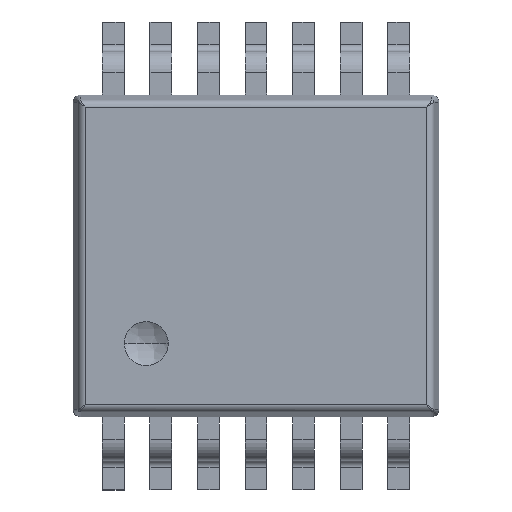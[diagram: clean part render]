
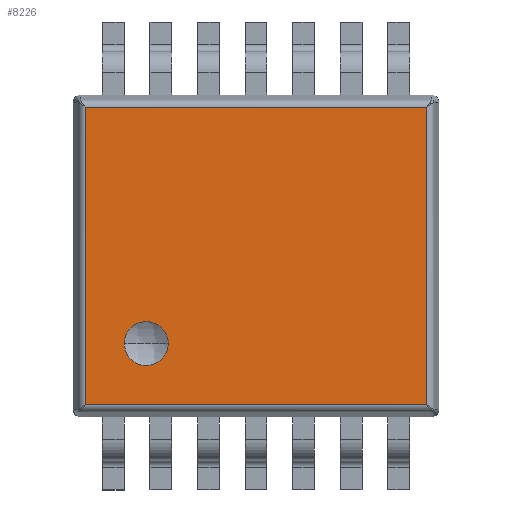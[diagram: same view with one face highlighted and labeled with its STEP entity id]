
A CAD part, top view. The second image highlights one B-rep face of the part: STEP entity #8226.
In plain terms, the highlighted planar face has unit normal (0, 0, 1).
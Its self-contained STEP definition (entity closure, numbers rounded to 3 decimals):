
#269 = VECTOR ( 'NONE', #4847, 1000. ) ;
#321 = CARTESIAN_POINT ( 'NONE',  ( -2.334, 2.034, 1.1 ) ) ;
#367 = CARTESIAN_POINT ( 'NONE',  ( -1.2, -1.2, 1.1 ) ) ;
#471 = EDGE_CURVE ( 'NONE', #1100, #726, #611, .T. ) ;
#543 = ORIENTED_EDGE ( 'NONE', *, *, #8080, .T. ) ;
#574 = ORIENTED_EDGE ( 'NONE', *, *, #5890, .F. ) ;
#611 = B_SPLINE_CURVE_WITH_KNOTS ( 'NONE', 3,
 ( #1668, #4346, #3686, #2984, #6357, #7672, #4302, #6267, #6938, #367 ),
 .UNSPECIFIED., .F., .F.,
 ( 4, 2, 2, 2, 4 ),
 ( 0.001, 0.001, 0.001, 0.002, 0.002 ),
 .UNSPECIFIED. ) ;
#726 = VERTEX_POINT ( 'NONE', #8552 ) ;
#1100 = VERTEX_POINT ( 'NONE', #5162 ) ;
#1145 = CARTESIAN_POINT ( 'NONE',  ( -2.334, 2.1, 1.1 ) ) ;
#1257 = ORIENTED_EDGE ( 'NONE', *, *, #471, .T. ) ;
#1368 = LINE ( 'NONE', #7374, #7628 ) ;
#1406 = CARTESIAN_POINT ( 'NONE',  ( -1.2, -1.2, 1.1 ) ) ;
#1668 = CARTESIAN_POINT ( 'NONE',  ( -1.8, -1.2, 1.1 ) ) ;
#1796 = AXIS2_PLACEMENT_3D ( 'NONE', #4443, #5922, #7200 ) ;
#2142 = CARTESIAN_POINT ( 'NONE',  ( -1.768, -1.356, 1.1 ) ) ;
#2149 = LINE ( 'NONE', #3506, #8140 ) ;
#2183 = VERTEX_POINT ( 'NONE', #321 ) ;
#2703 = EDGE_LOOP ( 'NONE', ( #574, #5540, #4048, #543 ) ) ;
#2724 = CARTESIAN_POINT ( 'NONE',  ( -1.2, -1.279, 1.1 ) ) ;
#2984 = CARTESIAN_POINT ( 'NONE',  ( -1.657, -0.932, 1.1 ) ) ;
#3506 = CARTESIAN_POINT ( 'NONE',  ( -2.4, -2.034, 1.1 ) ) ;
#3686 = CARTESIAN_POINT ( 'NONE',  ( -1.768, -1.043, 1.1 ) ) ;
#4048 = ORIENTED_EDGE ( 'NONE', *, *, #4062, .F. ) ;
#4054 = CARTESIAN_POINT ( 'NONE',  ( 2.334, -2.034, 1.1 ) ) ;
#4062 = EDGE_CURVE ( 'NONE', #5283, #8048, #1368, .T. ) ;
#4085 = CARTESIAN_POINT ( 'NONE',  ( -1.578, -1.5, 1.1 ) ) ;
#4138 = DIRECTION ( 'NONE',  ( -1., 0., 0. ) ) ;
#4222 = PLANE ( 'NONE',  #1796 ) ;
#4302 = CARTESIAN_POINT ( 'NONE',  ( -1.344, -0.932, 1.1 ) ) ;
#4346 = CARTESIAN_POINT ( 'NONE',  ( -1.8, -1.121, 1.1 ) ) ;
#4400 = FACE_OUTER_BOUND ( 'NONE', #2703, .T. ) ;
#4443 = CARTESIAN_POINT ( 'NONE',  ( -2.4, 2.1, 1.1 ) ) ;
#4712 = B_SPLINE_CURVE_WITH_KNOTS ( 'NONE', 3,
 ( #1406, #2724, #8558, #5401, #8075, #4085, #7905, #2142, #5484, #8158 ),
 .UNSPECIFIED., .F., .F.,
 ( 4, 2, 2, 2, 4 ),
 ( 0., 0., 0., 0.001, 0.001 ),
 .UNSPECIFIED. ) ;
#4847 = DIRECTION ( 'NONE',  ( -1., 0., 0. ) ) ;
#5162 = CARTESIAN_POINT ( 'NONE',  ( -1.8, -1.2, 1.1 ) ) ;
#5221 = EDGE_CURVE ( 'NONE', #726, #1100, #4712, .T. ) ;
#5283 = VERTEX_POINT ( 'NONE', #5569 ) ;
#5401 = CARTESIAN_POINT ( 'NONE',  ( -1.343, -1.468, 1.1 ) ) ;
#5484 = CARTESIAN_POINT ( 'NONE',  ( -1.8, -1.279, 1.1 ) ) ;
#5540 = ORIENTED_EDGE ( 'NONE', *, *, #7710, .F. ) ;
#5569 = CARTESIAN_POINT ( 'NONE',  ( 2.334, 2.034, 1.1 ) ) ;
#5824 = LINE ( 'NONE', #1145, #8547 ) ;
#5826 = EDGE_LOOP ( 'NONE', ( #7645, #1257 ) ) ;
#5868 = DIRECTION ( 'NONE',  ( 0., 1., 0. ) ) ;
#5890 = EDGE_CURVE ( 'NONE', #6064, #2183, #5824, .T. ) ;
#5922 = DIRECTION ( 'NONE',  ( 0., 0., 1. ) ) ;
#6021 = CARTESIAN_POINT ( 'NONE',  ( -2.4, 2.034, 1.1 ) ) ;
#6064 = VERTEX_POINT ( 'NONE', #6664 ) ;
#6267 = CARTESIAN_POINT ( 'NONE',  ( -1.232, -1.044, 1.1 ) ) ;
#6357 = CARTESIAN_POINT ( 'NONE',  ( -1.579, -0.9, 1.1 ) ) ;
#6664 = CARTESIAN_POINT ( 'NONE',  ( -2.334, -2.034, 1.1 ) ) ;
#6728 = LINE ( 'NONE', #6021, #269 ) ;
#6938 = CARTESIAN_POINT ( 'NONE',  ( -1.2, -1.121, 1.1 ) ) ;
#7081 = FACE_BOUND ( 'NONE', #5826, .T. ) ;
#7200 = DIRECTION ( 'NONE',  ( 1., 0., 0. ) ) ;
#7332 = DIRECTION ( 'NONE',  ( 0., -1., 0. ) ) ;
#7374 = CARTESIAN_POINT ( 'NONE',  ( 2.334, 2.1, 1.1 ) ) ;
#7628 = VECTOR ( 'NONE', #7332, 1000. ) ;
#7645 = ORIENTED_EDGE ( 'NONE', *, *, #5221, .T. ) ;
#7672 = CARTESIAN_POINT ( 'NONE',  ( -1.422, -0.9, 1.1 ) ) ;
#7710 = EDGE_CURVE ( 'NONE', #8048, #6064, #2149, .T. ) ;
#7905 = CARTESIAN_POINT ( 'NONE',  ( -1.656, -1.468, 1.1 ) ) ;
#8048 = VERTEX_POINT ( 'NONE', #4054 ) ;
#8075 = CARTESIAN_POINT ( 'NONE',  ( -1.422, -1.5, 1.1 ) ) ;
#8080 = EDGE_CURVE ( 'NONE', #5283, #2183, #6728, .T. ) ;
#8140 = VECTOR ( 'NONE', #4138, 1000. ) ;
#8158 = CARTESIAN_POINT ( 'NONE',  ( -1.8, -1.2, 1.1 ) ) ;
#8226 = ADVANCED_FACE ( 'NONE', ( #4400, #7081 ), #4222, .T. ) ;
#8547 = VECTOR ( 'NONE', #5868, 1000. ) ;
#8552 = CARTESIAN_POINT ( 'NONE',  ( -1.2, -1.2, 1.1 ) ) ;
#8558 = CARTESIAN_POINT ( 'NONE',  ( -1.233, -1.357, 1.1 ) ) ;
